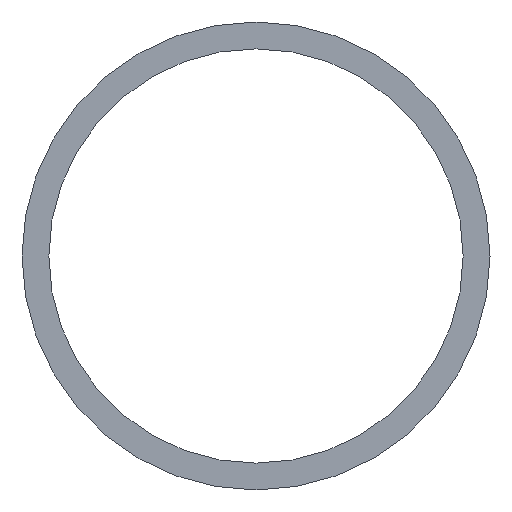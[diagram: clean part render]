
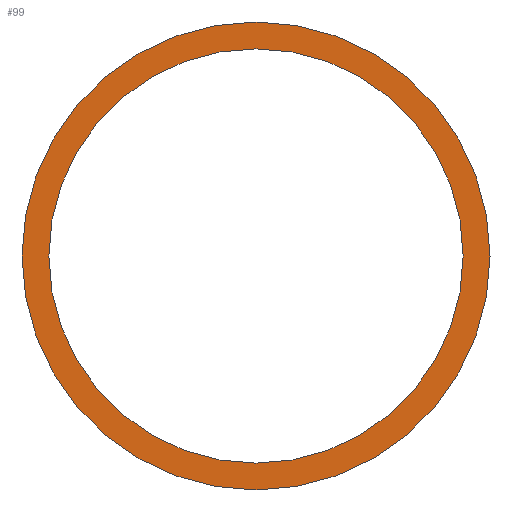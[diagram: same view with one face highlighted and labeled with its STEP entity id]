
A CAD part, left-side view. The second image highlights one B-rep face of the part: STEP entity #99.
In plain terms, the highlighted planar face has unit normal (-1, 0, 0).
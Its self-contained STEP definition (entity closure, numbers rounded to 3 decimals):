
#53 = EDGE_CURVE( '', #101, #75, #123, .T. );
#55 = EDGE_CURVE( '', #77, #65, #125, .T. );
#65 = VERTEX_POINT( '', #138 );
#75 = VERTEX_POINT( '', #148 );
#77 = VERTEX_POINT( '', #150 );
#79 = EDGE_CURVE( '', #75, #101, #152, .T. );
#85 = EDGE_CURVE( '', #65, #77, #158, .T. );
#99 = ADVANCED_FACE( '', ( #175, #176 ), #177, .F. );
#101 = VERTEX_POINT( '', #179 );
#123 = CIRCLE( '', #194, 33.2 );
#125 = CIRCLE( '', #197, 37.5 );
#138 = CARTESIAN_POINT( '', ( 0., 0., -37.5 ) );
#148 = CARTESIAN_POINT( '', ( 0., 0., -33.2 ) );
#150 = CARTESIAN_POINT( '', ( 0., 0., 37.5 ) );
#152 = CIRCLE( '', #229, 33.2 );
#158 = CIRCLE( '', #237, 37.5 );
#175 = FACE_OUTER_BOUND( '', #258, .T. );
#176 = FACE_BOUND( '', #259, .T. );
#177 = PLANE( '', #260 );
#179 = CARTESIAN_POINT( '', ( 0., 0., 33.2 ) );
#194 = AXIS2_PLACEMENT_3D( '', #267, #268, #269 );
#197 = AXIS2_PLACEMENT_3D( '', #270, #271, #272 );
#229 = AXIS2_PLACEMENT_3D( '', #295, #296, #297 );
#237 = AXIS2_PLACEMENT_3D( '', #301, #302, #303 );
#258 = EDGE_LOOP( '', ( #336, #337 ) );
#259 = EDGE_LOOP( '', ( #338, #339 ) );
#260 = AXIS2_PLACEMENT_3D( '', #340, #341, #342 );
#267 = CARTESIAN_POINT( '', ( 0., 0., 0. ) );
#268 = DIRECTION( '', ( 1., 0., 0. ) );
#269 = DIRECTION( '', ( 0., 0., -1. ) );
#270 = CARTESIAN_POINT( '', ( 0., 0., 0. ) );
#271 = DIRECTION( '', ( 1., 0., 0. ) );
#272 = DIRECTION( '', ( 0., 0., -1. ) );
#295 = CARTESIAN_POINT( '', ( 0., 0., 0. ) );
#296 = DIRECTION( '', ( 1., 0., 0. ) );
#297 = DIRECTION( '', ( 0., 0., -1. ) );
#301 = CARTESIAN_POINT( '', ( 0., 0., 0. ) );
#302 = DIRECTION( '', ( 1., 0., 0. ) );
#303 = DIRECTION( '', ( 0., 0., -1. ) );
#336 = ORIENTED_EDGE( '', *, *, #85, .F. );
#337 = ORIENTED_EDGE( '', *, *, #55, .F. );
#338 = ORIENTED_EDGE( '', *, *, #79, .T. );
#339 = ORIENTED_EDGE( '', *, *, #53, .T. );
#340 = CARTESIAN_POINT( '', ( 0., 0., 0. ) );
#341 = DIRECTION( '', ( 1., 0., 0. ) );
#342 = DIRECTION( '', ( 0., 0., -1. ) );
